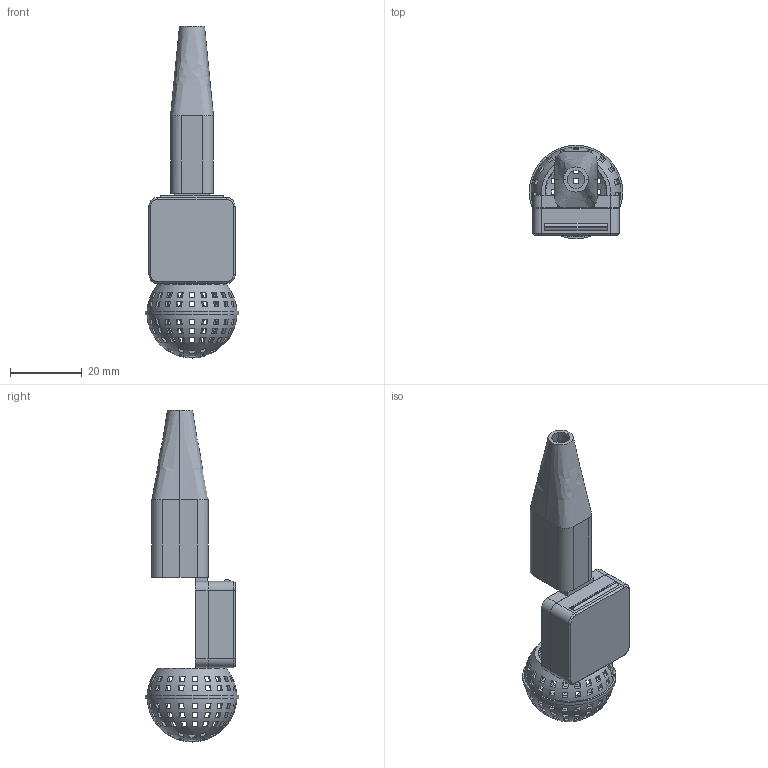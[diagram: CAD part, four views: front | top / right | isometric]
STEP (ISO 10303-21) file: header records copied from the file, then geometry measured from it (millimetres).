
FILE_DESCRIPTION(/* description */ (''),/* implementation_level */ '2;1');
FILE_NAME(/* name */ 'MicHatCase v12.step',/* time_stamp */ '2024-08-06T20:52:44+02:00',/* author */ (''),/* organization */ (''),/* preprocessor_version */ 'ST-DEVELOPER v20',/* originating_system */ 'Autodesk Translation Framework v13.14.0.145',/* authorisation */ '');
FILE_SCHEMA (('AUTOMOTIVE_DESIGN { 1 0 10303 214 3 1 1 }'));
Length unit declared in the file: millimetre
Products named in the file (1): MicHatCase
Bounding box: 26 x 26 x 92.42 mm (x, y, z)
Volume: 7093.7 mm3; surface area: 12157.6 mm2
Topology: 5 solids, 5 shells, 610 faces, 1792 edges, 1188 vertices
Faces by surface type: plane 563, cylinder 28, bspline 19
Full cylindrical faces by diameter (mm): 2.2 x1, 26 x1
Entity records: 22824 total; most frequent: CARTESIAN_POINT 7963, ORIENTED_EDGE 3580, DIRECTION 2053, EDGE_CURVE 1790, VERTEX_POINT 1188, B_SPLINE_CURVE_WITH_KNOTS 994, EDGE_LOOP 856, LINE 723
